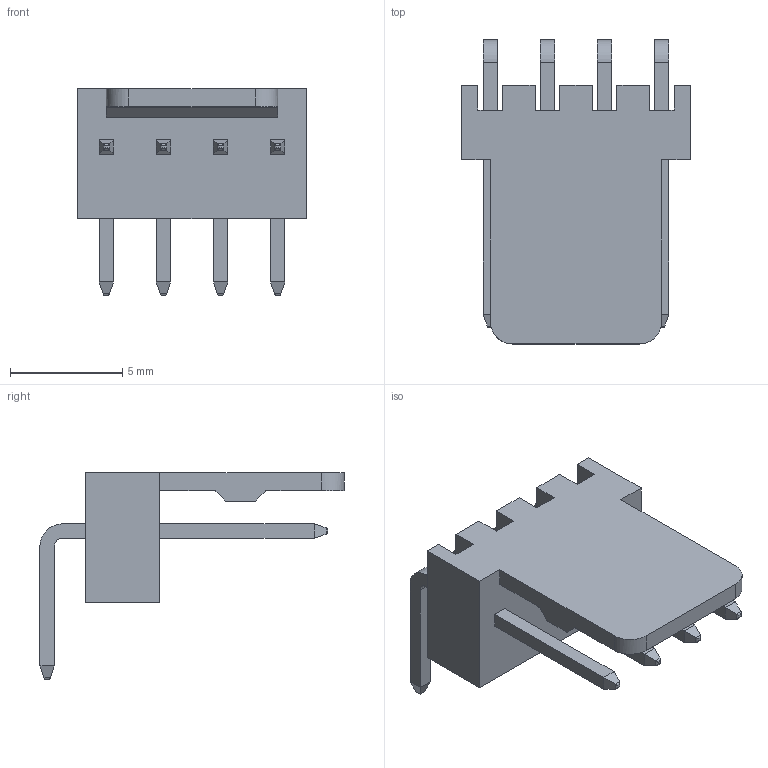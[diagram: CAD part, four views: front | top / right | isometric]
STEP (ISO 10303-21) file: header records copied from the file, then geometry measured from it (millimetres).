
FILE_DESCRIPTION(/* description */ (''),/* implementation_level */ '2;1');
FILE_NAME(/* name */ 'Wire to Board Male angle 1x04 Pitch 2,54mm white',/* time_stamp */ '2020-04-19T12:11:10+02:00',/* author */ (''),/* organization */ (''),/* preprocessor_version */ 'ST-DEVELOPER v16.5',/* originating_system */ '',/* authorisation */ '');
FILE_SCHEMA (('AUTOMOTIVE_DESIGN'));
Length unit declared in the file: millimetre
Products named in the file (1): Document
Bounding box: 10.16 x 13.52 x 9.2 mm (x, y, z)
Volume: 248.9 mm3; surface area: 614.3 mm2
Topology: 5 solids, 5 shells, 160 faces, 386 edges, 236 vertices
Faces by surface type: plane 110, bspline 50
Entity records: 4550 total; most frequent: CARTESIAN_POINT 1898, ORIENTED_EDGE 772, EDGE_CURVE 386, B_SPLINE_CURVE_WITH_KNOTS 354, VERTEX_POINT 236, EDGE_LOOP 168, ADVANCED_FACE 160, FACE_OUTER_BOUND 160
